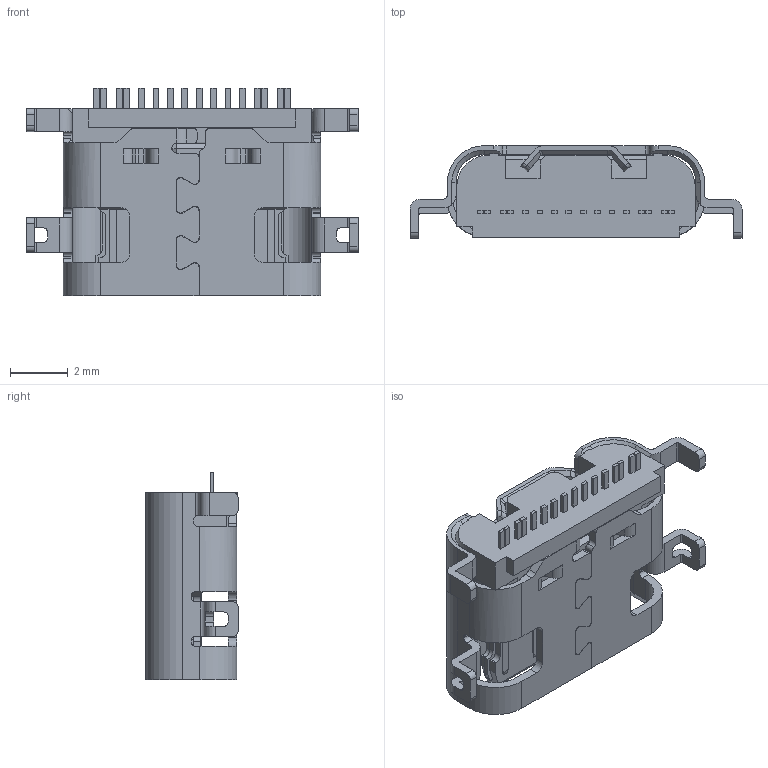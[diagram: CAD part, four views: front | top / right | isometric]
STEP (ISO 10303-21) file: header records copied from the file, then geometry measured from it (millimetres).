
FILE_DESCRIPTION((''),'2;1');
FILE_NAME('2169900002','2021-03-03T',('gga'),(''),'PRO/ENGINEER BY PARAMETRIC TECHNOLOGY CORPORATION, 2016010','PRO/ENGINEER BY PARAMETRIC TECHNOLOGY CORPORATION, 2016010','');
FILE_SCHEMA(('CONFIG_CONTROL_DESIGN'));
Length unit declared in the file: millimetre
Products named in the file (1): 2169900002
Bounding box: 11.54 x 3.21 x 7.2 mm (x, y, z)
Volume: 96.1 mm3; surface area: 439.2 mm2
Topology: 1 solids, 1 shells, 692 faces, 2097 edges, 1395 vertices
Faces by surface type: plane 491, cylinder 185, cone 14, bspline 2
Entity records: 23629 total; most frequent: CARTESIAN_POINT 4663, ORIENTED_EDGE 4034, DIRECTION 3762, EDGE_CURVE 2017, VECTOR 1618, LINE 1618, VERTEX_POINT 1315, AXIS2_PLACEMENT_3D 1072
